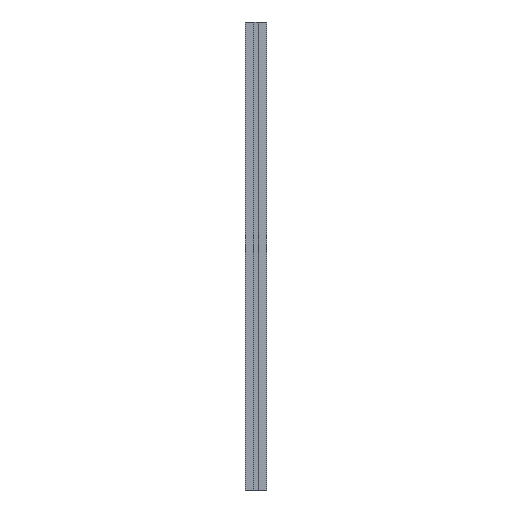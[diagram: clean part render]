
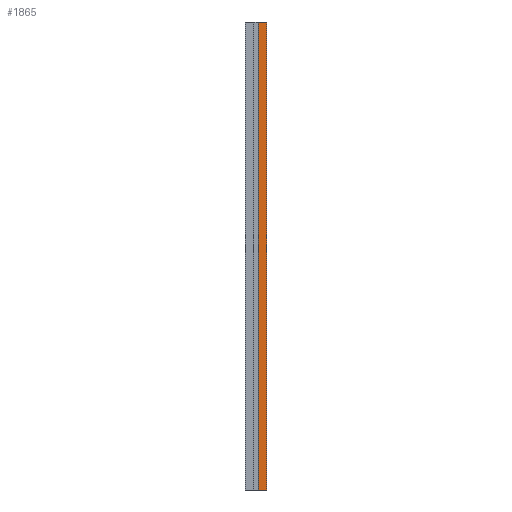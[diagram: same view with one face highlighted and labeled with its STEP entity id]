
A CAD part, front view. The second image highlights one B-rep face of the part: STEP entity #1865.
In plain terms, the highlighted planar face has unit normal (0, -1, 0).
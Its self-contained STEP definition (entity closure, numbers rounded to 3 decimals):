
#618=DIRECTION('',(1.,0.,0.));
#619=VECTOR('',#618,17.125);
#620=CARTESIAN_POINT('',(5.375,0.,-500.));
#621=LINE('',#620,#619);
#745=DIRECTION('',(1.,0.,0.));
#746=VECTOR('',#745,17.125);
#747=CARTESIAN_POINT('',(5.375,0.,500.));
#748=LINE('',#747,#746);
#1032=DIRECTION('',(0.,0.,1.));
#1033=VECTOR('',#1032,1000.);
#1034=CARTESIAN_POINT('',(22.5,0.,-500.));
#1035=LINE('',#1034,#1033);
#1039=DIRECTION('',(0.,0.,1.));
#1040=VECTOR('',#1039,1000.);
#1041=CARTESIAN_POINT('',(5.375,0.,-500.));
#1042=LINE('',#1041,#1040);
#1374=CARTESIAN_POINT('',(22.5,0.,-500.));
#1376=VERTEX_POINT('',#1374);
#1382=CARTESIAN_POINT('',(22.5,0.,500.));
#1384=VERTEX_POINT('',#1382);
#1398=CARTESIAN_POINT('',(5.375,0.,-500.));
#1400=VERTEX_POINT('',#1398);
#1404=CARTESIAN_POINT('',(5.375,0.,500.));
#1406=VERTEX_POINT('',#1404);
#1853=CARTESIAN_POINT('',(-22.5,0.,-500.));
#1854=DIRECTION('',(0.,-1.,0.));
#1855=DIRECTION('',(1.,0.,0.));
#1856=AXIS2_PLACEMENT_3D('',#1853,#1854,#1855);
#1857=PLANE('',#1856);
#1859=ORIENTED_EDGE('',*,*,#1858,.T.);
#1860=ORIENTED_EDGE('',*,*,#1753,.T.);
#1861=ORIENTED_EDGE('',*,*,#1846,.F.);
#1862=ORIENTED_EDGE('',*,*,#1655,.F.);
#1863=EDGE_LOOP('',(#1859,#1860,#1861,#1862));
#1864=FACE_OUTER_BOUND('',#1863,.F.);
#1655=EDGE_CURVE('',#1400,#1376,#621,.T.);
#1753=EDGE_CURVE('',#1406,#1384,#748,.T.);
#1846=EDGE_CURVE('',#1376,#1384,#1035,.T.);
#1858=EDGE_CURVE('',#1400,#1406,#1042,.T.);
#1865=ADVANCED_FACE('',(#1864),#1857,.T.);
